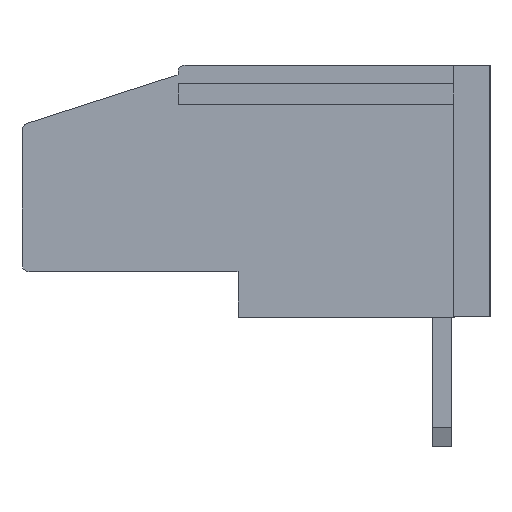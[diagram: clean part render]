
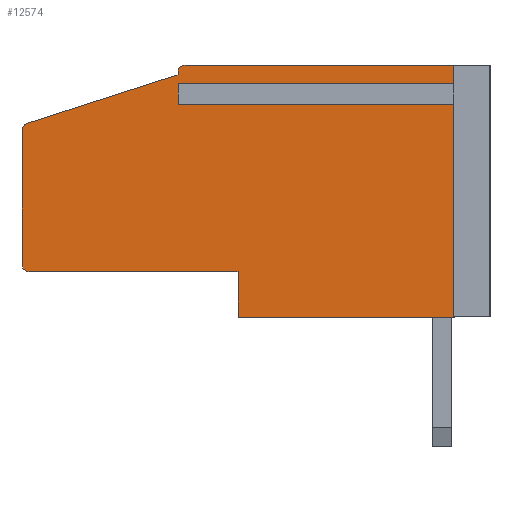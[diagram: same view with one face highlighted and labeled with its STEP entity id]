
A CAD part, left-side view. The second image highlights one B-rep face of the part: STEP entity #12574.
In plain terms, the highlighted planar face has unit normal (-1, 0, 0).
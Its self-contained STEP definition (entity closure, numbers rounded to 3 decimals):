
#66 = ORIENTED_EDGE ( 'NONE', *, *, #22091, .F. ) ;
#526 = LINE ( 'NONE', #7021, #7741 ) ;
#607 = LINE ( 'NONE', #16493, #12085 ) ;
#941 = VERTEX_POINT ( 'NONE', #10238 ) ;
#972 = DIRECTION ( 'NONE',  ( -1., 0., 0. ) ) ;
#1000 = VECTOR ( 'NONE', #10021, 1000. ) ;
#1145 = CARTESIAN_POINT ( 'NONE',  ( 0., 13., 9.502 ) ) ;
#1241 = EDGE_CURVE ( 'NONE', #5544, #3270, #526, .T. ) ;
#1265 = DIRECTION ( 'NONE',  ( 0., 0., -1. ) ) ;
#1355 = VERTEX_POINT ( 'NONE', #16704 ) ;
#1455 = EDGE_CURVE ( 'NONE', #6990, #1355, #11138, .T. ) ;
#1643 = CARTESIAN_POINT ( 'NONE',  ( 0., 1.5, 0. ) ) ;
#2151 = ORIENTED_EDGE ( 'NONE', *, *, #5036, .T. ) ;
#2164 = EDGE_CURVE ( 'NONE', #6990, #27060, #14544, .T. ) ;
#2302 = LINE ( 'NONE', #16089, #7245 ) ;
#2588 = DIRECTION ( 'NONE',  ( 0., 1., 0. ) ) ;
#2804 = CARTESIAN_POINT ( 'NONE',  ( 0., 19.5, 8. ) ) ;
#3270 = VERTEX_POINT ( 'NONE', #8442 ) ;
#3717 = LINE ( 'NONE', #13066, #21661 ) ;
#3723 = EDGE_CURVE ( 'NONE', #941, #22881, #19017, .T. ) ;
#4013 = DIRECTION ( 'NONE',  ( 0., -1., 0. ) ) ;
#4025 = AXIS2_PLACEMENT_3D ( 'NONE', #8623, #4300, #11354 ) ;
#4300 = DIRECTION ( 'NONE',  ( -1., 0., 0. ) ) ;
#4744 = DIRECTION ( 'NONE',  ( 0., -1., 0. ) ) ;
#4854 = ORIENTED_EDGE ( 'NONE', *, *, #25289, .T. ) ;
#5036 = EDGE_CURVE ( 'NONE', #8316, #9157, #20476, .T. ) ;
#5202 = LINE ( 'NONE', #21982, #10660 ) ;
#5271 = CARTESIAN_POINT ( 'NONE',  ( 0., 19.2, 1.9 ) ) ;
#5544 = VERTEX_POINT ( 'NONE', #15193 ) ;
#5936 = CARTESIAN_POINT ( 'NONE',  ( 0., 13., 9.502 ) ) ;
#6073 = CARTESIAN_POINT ( 'NONE',  ( 0., 12.7, 10.5 ) ) ;
#6143 = ORIENTED_EDGE ( 'NONE', *, *, #14395, .F. ) ;
#6282 = DIRECTION ( 'NONE',  ( 0., 0., 1. ) ) ;
#6990 = VERTEX_POINT ( 'NONE', #6073 ) ;
#7021 = CARTESIAN_POINT ( 'NONE',  ( 0., 19.5, 10.5 ) ) ;
#7049 = DIRECTION ( 'NONE',  ( 0., -0.952, 0.307 ) ) ;
#7117 = VECTOR ( 'NONE', #22452, 1000. ) ;
#7245 = VECTOR ( 'NONE', #4744, 1000. ) ;
#7741 = VECTOR ( 'NONE', #25877, 1000. ) ;
#8213 = EDGE_CURVE ( 'NONE', #24595, #21513, #27762, .T. ) ;
#8219 = VECTOR ( 'NONE', #14996, 1000. ) ;
#8316 = VERTEX_POINT ( 'NONE', #17233 ) ;
#8442 = CARTESIAN_POINT ( 'NONE',  ( 0., 19.5, 7.782 ) ) ;
#8493 = CARTESIAN_POINT ( 'NONE',  ( 0., 19.2, 2.2 ) ) ;
#8623 = CARTESIAN_POINT ( 'NONE',  ( 0., 19.2, 7.782 ) ) ;
#8672 = EDGE_CURVE ( 'NONE', #23839, #28392, #14856, .T. ) ;
#9157 = VERTEX_POINT ( 'NONE', #1643 ) ;
#9241 = CARTESIAN_POINT ( 'NONE',  ( 0., 13., 10.1 ) ) ;
#9877 = DIRECTION ( 'NONE',  ( 0., 0., 1. ) ) ;
#9996 = ORIENTED_EDGE ( 'NONE', *, *, #8213, .F. ) ;
#10021 = DIRECTION ( 'NONE',  ( 0., 0., -1. ) ) ;
#10238 = CARTESIAN_POINT ( 'NONE',  ( 0., 19.292, 8.067 ) ) ;
#10660 = VECTOR ( 'NONE', #9877, 1000. ) ;
#11006 = ORIENTED_EDGE ( 'NONE', *, *, #23759, .F. ) ;
#11063 = VECTOR ( 'NONE', #7049, 1000. ) ;
#11138 = CIRCLE ( 'NONE', #27957, 0.3 ) ;
#11219 = EDGE_CURVE ( 'NONE', #8316, #24595, #5202, .T. ) ;
#11354 = DIRECTION ( 'NONE',  ( 0., 0., -1. ) ) ;
#12085 = VECTOR ( 'NONE', #14644, 1000. ) ;
#12260 = DIRECTION ( 'NONE',  ( 0., -1., 0. ) ) ;
#12287 = DIRECTION ( 'NONE',  ( 0., 0., -1. ) ) ;
#12574 = ADVANCED_FACE ( 'NONE', ( #15578 ), #17681, .F. ) ;
#12676 = CARTESIAN_POINT ( 'NONE',  ( 0., 13., 9.098 ) ) ;
#13066 = CARTESIAN_POINT ( 'NONE',  ( 0., 13., 10.1 ) ) ;
#13130 = EDGE_CURVE ( 'NONE', #5544, #21513, #27968, .T. ) ;
#13142 = DIRECTION ( 'NONE',  ( 1., 0., 0. ) ) ;
#13338 = CARTESIAN_POINT ( 'NONE',  ( 0., 1.5, 9.098 ) ) ;
#13836 = ORIENTED_EDGE ( 'NONE', *, *, #11219, .F. ) ;
#14077 = CARTESIAN_POINT ( 'NONE',  ( 0., 19.5, 1.9 ) ) ;
#14183 = ORIENTED_EDGE ( 'NONE', *, *, #3723, .F. ) ;
#14395 = EDGE_CURVE ( 'NONE', #22362, #9157, #24700, .T. ) ;
#14544 = LINE ( 'NONE', #23747, #21704 ) ;
#14644 = DIRECTION ( 'NONE',  ( 0., 0., -1. ) ) ;
#14856 = LINE ( 'NONE', #1145, #1000 ) ;
#14996 = DIRECTION ( 'NONE',  ( 0., -1., 0. ) ) ;
#15153 = VERTEX_POINT ( 'NONE', #20541 ) ;
#15193 = CARTESIAN_POINT ( 'NONE',  ( 0., 19.5, 2.2 ) ) ;
#15467 = CARTESIAN_POINT ( 'NONE',  ( 0., 19.5, 0. ) ) ;
#15578 = FACE_OUTER_BOUND ( 'NONE', #19920, .T. ) ;
#15727 = ORIENTED_EDGE ( 'NONE', *, *, #1455, .T. ) ;
#16089 = CARTESIAN_POINT ( 'NONE',  ( 0., 13., 9.098 ) ) ;
#16282 = ORIENTED_EDGE ( 'NONE', *, *, #8672, .F. ) ;
#16493 = CARTESIAN_POINT ( 'NONE',  ( 0., 1.5, 10.5 ) ) ;
#16704 = CARTESIAN_POINT ( 'NONE',  ( 0., 13., 10.2 ) ) ;
#16931 = CARTESIAN_POINT ( 'NONE',  ( 0., 1.5, 10.5 ) ) ;
#17043 = EDGE_CURVE ( 'NONE', #28392, #22362, #2302, .T. ) ;
#17233 = CARTESIAN_POINT ( 'NONE',  ( 0., 10.5, 0. ) ) ;
#17681 = PLANE ( 'NONE',  #19840 ) ;
#18063 = EDGE_CURVE ( 'NONE', #23839, #15153, #21962, .T. ) ;
#19017 = LINE ( 'NONE', #2804, #11063 ) ;
#19840 = AXIS2_PLACEMENT_3D ( 'NONE', #29225, #13142, #22648 ) ;
#19920 = EDGE_LOOP ( 'NONE', ( #22740, #27087, #9996, #13836, #2151, #6143, #24267, #16282, #25008, #11006, #27990, #15727, #66, #14183, #4854 ) ) ;
#20476 = LINE ( 'NONE', #15467, #22718 ) ;
#20541 = CARTESIAN_POINT ( 'NONE',  ( 0., 1.5, 9.502 ) ) ;
#20642 = CARTESIAN_POINT ( 'NONE',  ( 0., 13., 9.502 ) ) ;
#21513 = VERTEX_POINT ( 'NONE', #5271 ) ;
#21661 = VECTOR ( 'NONE', #6282, 1000. ) ;
#21704 = VECTOR ( 'NONE', #12260, 1000. ) ;
#21962 = LINE ( 'NONE', #5936, #8219 ) ;
#21982 = CARTESIAN_POINT ( 'NONE',  ( 0., 10.5, 1.9 ) ) ;
#22091 = EDGE_CURVE ( 'NONE', #22881, #1355, #3717, .T. ) ;
#22362 = VERTEX_POINT ( 'NONE', #13338 ) ;
#22452 = DIRECTION ( 'NONE',  ( 0., 0., -1. ) ) ;
#22648 = DIRECTION ( 'NONE',  ( 0., 0., -1. ) ) ;
#22718 = VECTOR ( 'NONE', #4013, 1000. ) ;
#22740 = ORIENTED_EDGE ( 'NONE', *, *, #1241, .F. ) ;
#22881 = VERTEX_POINT ( 'NONE', #9241 ) ;
#23624 = VECTOR ( 'NONE', #2588, 1000. ) ;
#23690 = AXIS2_PLACEMENT_3D ( 'NONE', #8493, #26914, #1265 ) ;
#23747 = CARTESIAN_POINT ( 'NONE',  ( 0., 19.5, 10.5 ) ) ;
#23759 = EDGE_CURVE ( 'NONE', #27060, #15153, #607, .T. ) ;
#23839 = VERTEX_POINT ( 'NONE', #20642 ) ;
#24267 = ORIENTED_EDGE ( 'NONE', *, *, #17043, .F. ) ;
#24431 = CARTESIAN_POINT ( 'NONE',  ( 0., 10.5, 1.9 ) ) ;
#24595 = VERTEX_POINT ( 'NONE', #24431 ) ;
#24700 = LINE ( 'NONE', #29486, #7117 ) ;
#25008 = ORIENTED_EDGE ( 'NONE', *, *, #18063, .T. ) ;
#25289 = EDGE_CURVE ( 'NONE', #941, #3270, #28054, .T. ) ;
#25877 = DIRECTION ( 'NONE',  ( 0., 0., 1. ) ) ;
#26174 = CARTESIAN_POINT ( 'NONE',  ( 0., 12.7, 10.2 ) ) ;
#26914 = DIRECTION ( 'NONE',  ( -1., 0., 0. ) ) ;
#27060 = VERTEX_POINT ( 'NONE', #16931 ) ;
#27087 = ORIENTED_EDGE ( 'NONE', *, *, #13130, .T. ) ;
#27762 = LINE ( 'NONE', #14077, #23624 ) ;
#27957 = AXIS2_PLACEMENT_3D ( 'NONE', #26174, #972, #12287 ) ;
#27968 = CIRCLE ( 'NONE', #23690, 0.3 ) ;
#27990 = ORIENTED_EDGE ( 'NONE', *, *, #2164, .F. ) ;
#28054 = CIRCLE ( 'NONE', #4025, 0.3 ) ;
#28392 = VERTEX_POINT ( 'NONE', #12676 ) ;
#29225 = CARTESIAN_POINT ( 'NONE',  ( 0., 19.5, 10.5 ) ) ;
#29486 = CARTESIAN_POINT ( 'NONE',  ( 0., 1.5, 10.5 ) ) ;
